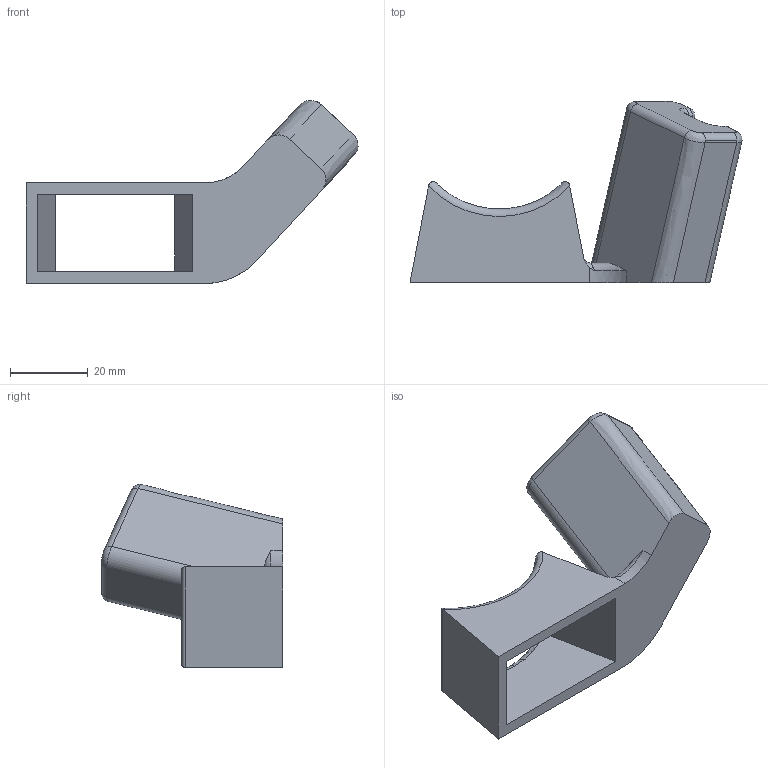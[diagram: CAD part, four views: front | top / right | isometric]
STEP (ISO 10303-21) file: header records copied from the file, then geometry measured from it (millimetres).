
FILE_DESCRIPTION (( 'STEP AP214' ), '1' );
FILE_NAME ('Elegoo Mars 2 Pro Drip Bed Right Attachment.STEP', '2023-01-06T14:13:11', ( '' ), ( '' ), 'SwSTEP 2.0', 'SolidWorks 2022', '' );
FILE_SCHEMA (( 'AUTOMOTIVE_DESIGN' ));
Length unit declared in the file: millimetre
Products named in the file (1): Elegoo Mars 2 Pro Drip Bed Right Attachment
Bounding box: 85.64 x 46.7 x 47.26 mm (x, y, z)
Volume: 31573.8 mm3; surface area: 11737.1 mm2
Topology: 1 solids, 1 shells, 78 faces, 204 edges, 125 vertices
Faces by surface type: cylinder 33, plane 19, torus 16, bspline 6, sphere 4
Entity records: 2779 total; most frequent: CARTESIAN_POINT 899, ORIENTED_EDGE 400, DIRECTION 381, EDGE_CURVE 200, AXIS2_PLACEMENT_3D 149, VERTEX_POINT 123, VECTOR 83, LINE 83
